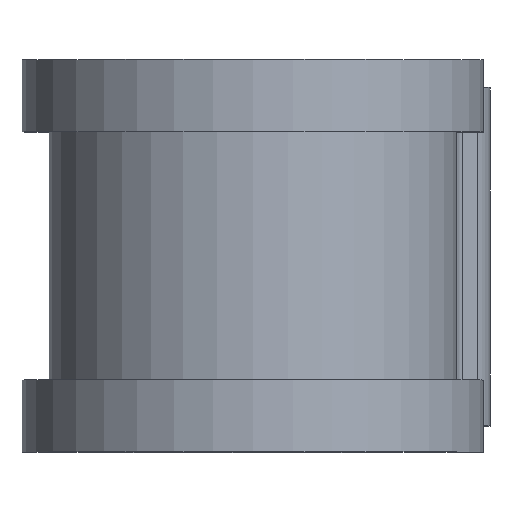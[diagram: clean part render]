
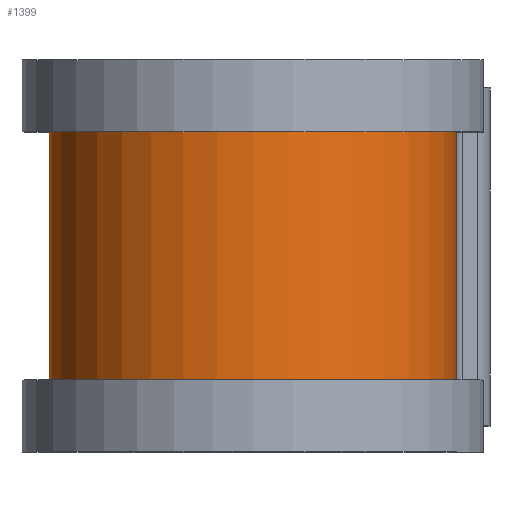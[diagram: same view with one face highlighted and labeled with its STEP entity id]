
A CAD part, top view. The second image highlights one B-rep face of the part: STEP entity #1399.
In plain terms, the highlighted cylindrical face has radius 11.468 mm (diameter 22.936 mm), a partial arc.
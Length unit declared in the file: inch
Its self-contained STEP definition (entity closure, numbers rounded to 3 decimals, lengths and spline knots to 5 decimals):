
#65 = CARTESIAN_POINT ( 'NONE',  ( 0., -0.275, -0.4515 ) ) ;
#154 = CARTESIAN_POINT ( 'NONE',  ( 0., 0.275, -0.4515 ) ) ;
#248 = VERTEX_POINT ( 'NONE', #1341 ) ;
#273 = VECTOR ( 'NONE', #1116, 39.37008 ) ;
#348 = EDGE_CURVE ( 'NONE', #1452, #1082, #1353, .T. ) ;
#361 = AXIS2_PLACEMENT_3D ( 'NONE', #506, #1462, #674 ) ;
#429 = DIRECTION ( 'NONE',  ( 0., -1., 0. ) ) ;
#499 = ORIENTED_EDGE ( 'NONE', *, *, #1648, .F. ) ;
#506 = CARTESIAN_POINT ( 'NONE',  ( 0., -0.275, 0. ) ) ;
#511 = AXIS2_PLACEMENT_3D ( 'NONE', #1658, #913, #1039 ) ;
#536 = CARTESIAN_POINT ( 'NONE',  ( 0., 0.375, -0.4515 ) ) ;
#584 = DIRECTION ( 'NONE',  ( 0., -1., 0. ) ) ;
#589 = ORIENTED_EDGE ( 'NONE', *, *, #1334, .T. ) ;
#674 = DIRECTION ( 'NONE',  ( 0., 0., -1. ) ) ;
#714 = CARTESIAN_POINT ( 'NONE',  ( 0.4515, 0.375, 0. ) ) ;
#729 = EDGE_CURVE ( 'NONE', #1470, #248, #1062, .T. ) ;
#750 = FACE_OUTER_BOUND ( 'NONE', #1529, .T. ) ;
#913 = DIRECTION ( 'NONE',  ( 0., -1., 0. ) ) ;
#1004 = VECTOR ( 'NONE', #584, 39.37008 ) ;
#1039 = DIRECTION ( 'NONE',  ( 0., 0., -1. ) ) ;
#1062 = LINE ( 'NONE', #714, #273 ) ;
#1082 = VERTEX_POINT ( 'NONE', #65 ) ;
#1116 = DIRECTION ( 'NONE',  ( 0., -1., 0. ) ) ;
#1277 = CIRCLE ( 'NONE', #361, 0.4515 ) ;
#1297 = CARTESIAN_POINT ( 'NONE',  ( 0., 0.275, 0. ) ) ;
#1318 = AXIS2_PLACEMENT_3D ( 'NONE', #1297, #429, #1412 ) ;
#1323 = CARTESIAN_POINT ( 'NONE',  ( 0.4515, 0.275, 0. ) ) ;
#1334 = EDGE_CURVE ( 'NONE', #1470, #1452, #1663, .T. ) ;
#1341 = CARTESIAN_POINT ( 'NONE',  ( 0.4515, -0.275, 0. ) ) ;
#1353 = LINE ( 'NONE', #536, #1004 ) ;
#1376 = ORIENTED_EDGE ( 'NONE', *, *, #729, .F. ) ;
#1399 = ADVANCED_FACE ( 'NONE', ( #750 ), #1717, .T. ) ;
#1412 = DIRECTION ( 'NONE',  ( 0., 0., -1. ) ) ;
#1452 = VERTEX_POINT ( 'NONE', #154 ) ;
#1462 = DIRECTION ( 'NONE',  ( 0., -1., 0. ) ) ;
#1470 = VERTEX_POINT ( 'NONE', #1323 ) ;
#1529 = EDGE_LOOP ( 'NONE', ( #1376, #589, #1676, #499 ) ) ;
#1648 = EDGE_CURVE ( 'NONE', #248, #1082, #1277, .T. ) ;
#1658 = CARTESIAN_POINT ( 'NONE',  ( 0., 0.375, 0. ) ) ;
#1663 = CIRCLE ( 'NONE', #1318, 0.4515 ) ;
#1676 = ORIENTED_EDGE ( 'NONE', *, *, #348, .T. ) ;
#1717 = CYLINDRICAL_SURFACE ( 'NONE', #511, 0.4515 ) ;
